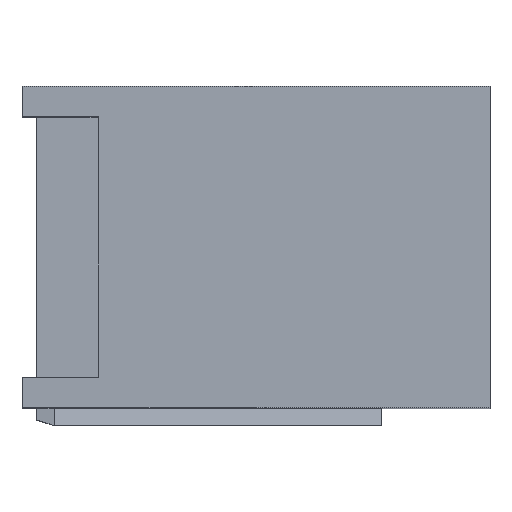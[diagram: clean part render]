
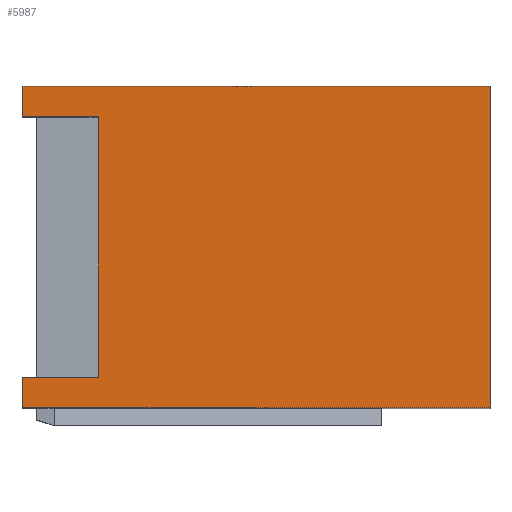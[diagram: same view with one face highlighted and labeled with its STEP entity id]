
A CAD part, top view. The second image highlights one B-rep face of the part: STEP entity #5987.
In plain terms, the highlighted planar face has unit normal (0, 0, 1).
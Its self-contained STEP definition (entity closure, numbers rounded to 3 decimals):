
#257=PLANE('',#6411);
#1857=ORIENTED_EDGE('',*,*,#2866,.F.);
#1858=ORIENTED_EDGE('',*,*,#2752,.F.);
#1859=ORIENTED_EDGE('',*,*,#2483,.T.);
#1860=ORIENTED_EDGE('',*,*,#2871,.T.);
#1861=ORIENTED_EDGE('',*,*,#2872,.F.);
#1862=ORIENTED_EDGE('',*,*,#2873,.F.);
#1863=ORIENTED_EDGE('',*,*,#2874,.T.);
#1864=ORIENTED_EDGE('',*,*,#2860,.T.);
#2483=EDGE_CURVE('',#3219,#3218,#3875,.T.);
#2752=EDGE_CURVE('',#3219,#3403,#4136,.T.);
#2860=EDGE_CURVE('',#3466,#3464,#4244,.T.);
#2866=EDGE_CURVE('',#3403,#3464,#4250,.T.);
#2871=EDGE_CURVE('',#3218,#3471,#4255,.T.);
#2872=EDGE_CURVE('',#3472,#3471,#4256,.T.);
#2873=EDGE_CURVE('',#3473,#3472,#4257,.T.);
#2874=EDGE_CURVE('',#3473,#3466,#4258,.T.);
#3218=VERTEX_POINT('',#8768);
#3219=VERTEX_POINT('',#8770);
#3403=VERTEX_POINT('',#9299);
#3464=VERTEX_POINT('',#9514);
#3466=VERTEX_POINT('',#9517);
#3471=VERTEX_POINT('',#9536);
#3472=VERTEX_POINT('',#9540);
#3473=VERTEX_POINT('',#9542);
#3875=LINE('',#8769,#4671);
#4136=LINE('',#9300,#4932);
#4244=LINE('',#9516,#5040);
#4250=LINE('',#9527,#5046);
#4255=LINE('',#9537,#5051);
#4256=LINE('',#9539,#5052);
#4257=LINE('',#9541,#5053);
#4258=LINE('',#9543,#5054);
#4671=VECTOR('',#7160,1000.);
#4932=VECTOR('',#7591,1000.);
#5040=VECTOR('',#7791,1000.);
#5046=VECTOR('',#7801,1000.);
#5051=VECTOR('',#7810,1000.);
#5052=VECTOR('',#7813,1000.);
#5053=VECTOR('',#7814,1000.);
#5054=VECTOR('',#7815,1000.);
#5363=EDGE_LOOP('',(#1857,#1858,#1859,#1860,#1861,#1862,#1863,#1864));
#5663=FACE_BOUND('',#5363,.T.);
#5987=ADVANCED_FACE('',(#5663),#257,.T.);
#6411=AXIS2_PLACEMENT_3D('',#9538,#7811,#7812);
#7160=DIRECTION('',(0.,1.,0.));
#7591=DIRECTION('',(1.,0.,0.));
#7791=DIRECTION('',(-1.,0.,0.));
#7801=DIRECTION('',(0.,1.,0.));
#7810=DIRECTION('',(-1.,0.,0.));
#7811=DIRECTION('',(0.,0.,1.));
#7812=DIRECTION('',(0.,-1.,0.));
#7813=DIRECTION('',(0.,1.,0.));
#7814=DIRECTION('',(-1.,0.,0.));
#7815=DIRECTION('',(0.,1.,0.));
#8768=CARTESIAN_POINT('',(-4.45,8.,7.7));
#8769=CARTESIAN_POINT('',(-4.45,7.5,7.7));
#8770=CARTESIAN_POINT('',(-4.45,5.4,7.7));
#9299=CARTESIAN_POINT('',(4.45,5.4,7.7));
#9300=CARTESIAN_POINT('',(-4.45,5.4,7.7));
#9514=CARTESIAN_POINT('',(4.45,8.,7.7));
#9516=CARTESIAN_POINT('',(5.5,8.,7.7));
#9517=CARTESIAN_POINT('',(5.5,8.,7.7));
#9527=CARTESIAN_POINT('',(4.45,7.5,7.7));
#9536=CARTESIAN_POINT('',(-5.5,8.,7.7));
#9537=CARTESIAN_POINT('',(5.5,8.,7.7));
#9538=CARTESIAN_POINT('',(5.5,-8.,7.7));
#9539=CARTESIAN_POINT('',(-5.5,-8.,7.7));
#9540=CARTESIAN_POINT('',(-5.5,-8.,7.7));
#9541=CARTESIAN_POINT('',(5.5,-8.,7.7));
#9542=CARTESIAN_POINT('',(5.5,-8.,7.7));
#9543=CARTESIAN_POINT('',(5.5,-8.,7.7));
